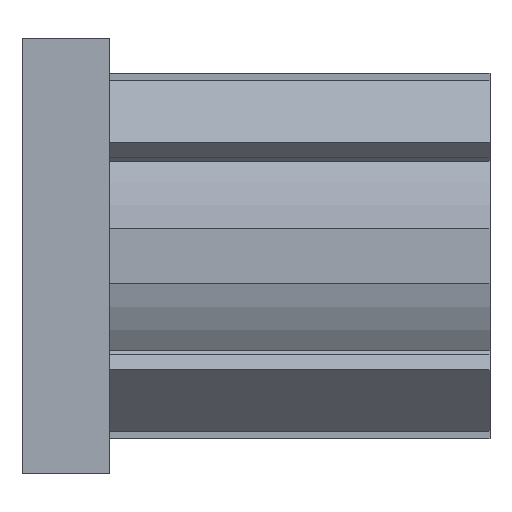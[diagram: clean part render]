
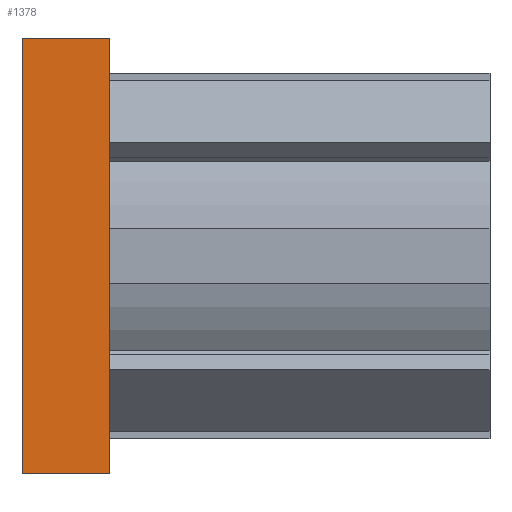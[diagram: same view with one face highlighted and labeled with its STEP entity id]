
A CAD part, left-side view. The second image highlights one B-rep face of the part: STEP entity #1378.
In plain terms, the highlighted planar face has unit normal (-1, 0, 0).
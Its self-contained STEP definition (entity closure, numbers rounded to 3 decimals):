
#56 = PLANE ( 'NONE',  #1548 ) ;
#97 = LINE ( 'NONE', #1713, #1836 ) ;
#161 = EDGE_LOOP ( 'NONE', ( #1200, #1851, #1677, #395 ) ) ;
#167 = CARTESIAN_POINT ( 'NONE',  ( -20., 0., -20. ) ) ;
#200 = VECTOR ( 'NONE', #1156, 1000. ) ;
#245 = CARTESIAN_POINT ( 'NONE',  ( -20., 8., -20. ) ) ;
#290 = DIRECTION ( 'NONE',  ( 0., -1., 0. ) ) ;
#395 = ORIENTED_EDGE ( 'NONE', *, *, #1267, .T. ) ;
#492 = DIRECTION ( 'NONE',  ( 0., 0., 1. ) ) ;
#496 = EDGE_CURVE ( 'NONE', #606, #1561, #1122, .T. ) ;
#606 = VERTEX_POINT ( 'NONE', #1761 ) ;
#621 = DIRECTION ( 'NONE',  ( 1., 0., 0. ) ) ;
#640 = CARTESIAN_POINT ( 'NONE',  ( -20., 0., 20. ) ) ;
#645 = CARTESIAN_POINT ( 'NONE',  ( -20., 8., -20. ) ) ;
#861 = EDGE_CURVE ( 'NONE', #889, #606, #1194, .T. ) ;
#865 = CARTESIAN_POINT ( 'NONE',  ( -20., 8., -20. ) ) ;
#889 = VERTEX_POINT ( 'NONE', #245 ) ;
#934 = VECTOR ( 'NONE', #1088, 1000. ) ;
#967 = EDGE_CURVE ( 'NONE', #1459, #1561, #97, .T. ) ;
#980 = CARTESIAN_POINT ( 'NONE',  ( -20., 8., 20. ) ) ;
#1088 = DIRECTION ( 'NONE',  ( 0., 0., 1. ) ) ;
#1122 = LINE ( 'NONE', #980, #200 ) ;
#1156 = DIRECTION ( 'NONE',  ( 0., -1., 0. ) ) ;
#1194 = LINE ( 'NONE', #645, #934 ) ;
#1200 = ORIENTED_EDGE ( 'NONE', *, *, #967, .T. ) ;
#1207 = CARTESIAN_POINT ( 'NONE',  ( -20., 8., -20. ) ) ;
#1267 = EDGE_CURVE ( 'NONE', #889, #1459, #1740, .T. ) ;
#1336 = FACE_OUTER_BOUND ( 'NONE', #161, .T. ) ;
#1378 = ADVANCED_FACE ( 'NONE', ( #1336 ), #56, .F. ) ;
#1459 = VERTEX_POINT ( 'NONE', #167 ) ;
#1486 = VECTOR ( 'NONE', #290, 1000. ) ;
#1498 = DIRECTION ( 'NONE',  ( 0., 0., -1. ) ) ;
#1548 = AXIS2_PLACEMENT_3D ( 'NONE', #1207, #621, #1498 ) ;
#1561 = VERTEX_POINT ( 'NONE', #640 ) ;
#1677 = ORIENTED_EDGE ( 'NONE', *, *, #861, .F. ) ;
#1713 = CARTESIAN_POINT ( 'NONE',  ( -20., 0., -20. ) ) ;
#1740 = LINE ( 'NONE', #865, #1486 ) ;
#1761 = CARTESIAN_POINT ( 'NONE',  ( -20., 8., 20. ) ) ;
#1836 = VECTOR ( 'NONE', #492, 1000. ) ;
#1851 = ORIENTED_EDGE ( 'NONE', *, *, #496, .F. ) ;
